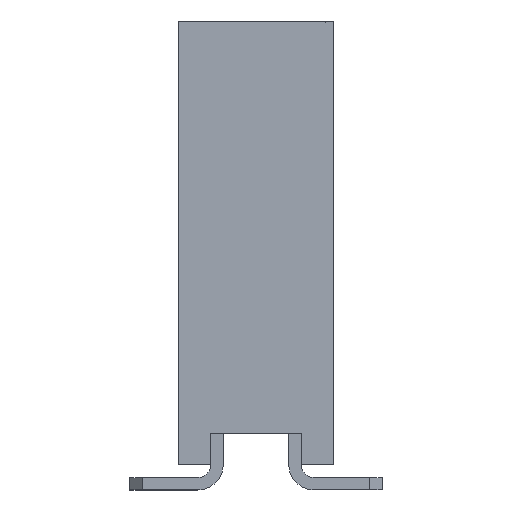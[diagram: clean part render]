
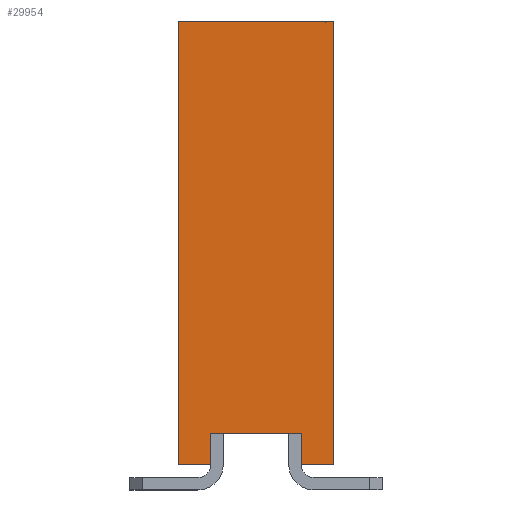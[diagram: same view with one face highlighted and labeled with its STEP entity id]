
A CAD part, front view. The second image highlights one B-rep face of the part: STEP entity #29954.
In plain terms, the highlighted face is planar.
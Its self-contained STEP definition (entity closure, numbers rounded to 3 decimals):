
#10280=ORIENTED_EDGE('',*,*,#14998,.T.);
#10281=ORIENTED_EDGE('',*,*,#15008,.T.);
#10282=ORIENTED_EDGE('',*,*,#14914,.T.);
#10283=ORIENTED_EDGE('',*,*,#15009,.T.);
#10284=ORIENTED_EDGE('',*,*,#15002,.T.);
#10285=ORIENTED_EDGE('',*,*,#15010,.F.);
#10286=ORIENTED_EDGE('',*,*,#15006,.F.);
#10287=ORIENTED_EDGE('',*,*,#15011,.T.);
#14914=EDGE_CURVE('',#17819,#17818,#20834,.T.);
#14998=EDGE_CURVE('',#17823,#17822,#20918,.T.);
#15002=EDGE_CURVE('',#17827,#17826,#20922,.T.);
#15006=EDGE_CURVE('',#17830,#17831,#20926,.T.);
#15008=EDGE_CURVE('',#17822,#17819,#20928,.T.);
#15009=EDGE_CURVE('',#17818,#17827,#20929,.T.);
#15010=EDGE_CURVE('',#17831,#17826,#20930,.T.);
#15011=EDGE_CURVE('',#17830,#17823,#20931,.T.);
#17818=VERTEX_POINT('',#50621);
#17819=VERTEX_POINT('',#50623);
#17822=VERTEX_POINT('',#50710);
#17823=VERTEX_POINT('',#50712);
#17826=VERTEX_POINT('',#50719);
#17827=VERTEX_POINT('',#50721);
#17830=VERTEX_POINT('',#50728);
#17831=VERTEX_POINT('',#50730);
#20834=LINE('',#50622,#23938);
#20918=LINE('',#50711,#24022);
#20922=LINE('',#50720,#24026);
#20926=LINE('',#50729,#24030);
#20928=LINE('',#50733,#24032);
#20929=LINE('',#50734,#24033);
#20930=LINE('',#50735,#24034);
#20931=LINE('',#50736,#24035);
#23938=VECTOR('',#40813,1000.);
#24022=VECTOR('',#40899,1000.);
#24026=VECTOR('',#40905,1000.);
#24030=VECTOR('',#40911,1000.);
#24032=VECTOR('',#40915,1000.);
#24033=VECTOR('',#40916,1000.);
#24034=VECTOR('',#40917,1000.);
#24035=VECTOR('',#40918,1000.);
#25604=EDGE_LOOP('',(#10280,#10281,#10282,#10283,#10284,#10285,#10286,#10287));
#27254=FACE_BOUND('',#25604,.T.);
#28344=PLANE('',#32720);
#29954=ADVANCED_FACE('',(#27254),#28344,.F.);
#32720=AXIS2_PLACEMENT_3D('',#50732,#40913,#40914);
#40813=DIRECTION('',(0.,0.,-1.));
#40899=DIRECTION('',(0.,0.,1.));
#40905=DIRECTION('',(0.,0.,1.));
#40911=DIRECTION('',(0.,0.,1.));
#40913=DIRECTION('',(-1.,0.,0.));
#40914=DIRECTION('',(0.,0.,1.));
#40915=DIRECTION('',(0.,1.,0.));
#40916=DIRECTION('',(0.,1.,0.));
#40917=DIRECTION('',(0.,1.,0.));
#40918=DIRECTION('',(0.,1.,0.));
#50621=CARTESIAN_POINT('',(25.65,0.725,-3.55));
#50622=CARTESIAN_POINT('',(25.65,0.725,-3.05));
#50623=CARTESIAN_POINT('',(25.65,0.725,-3.05));
#50710=CARTESIAN_POINT('',(25.65,-0.725,-3.05));
#50711=CARTESIAN_POINT('',(25.65,-0.725,-3.55));
#50712=CARTESIAN_POINT('',(25.65,-0.725,-3.55));
#50719=CARTESIAN_POINT('',(25.65,1.25,3.55));
#50720=CARTESIAN_POINT('',(25.65,1.25,-3.55));
#50721=CARTESIAN_POINT('',(25.65,1.25,-3.55));
#50728=CARTESIAN_POINT('',(25.65,-1.25,-3.55));
#50729=CARTESIAN_POINT('',(25.65,-1.25,-3.55));
#50730=CARTESIAN_POINT('',(25.65,-1.25,3.55));
#50732=CARTESIAN_POINT('',(25.65,-1.25,-3.55));
#50733=CARTESIAN_POINT('',(25.65,-0.725,-3.05));
#50734=CARTESIAN_POINT('',(25.65,-1.25,-3.55));
#50735=CARTESIAN_POINT('',(25.65,-1.25,3.55));
#50736=CARTESIAN_POINT('',(25.65,-1.25,-3.55));
